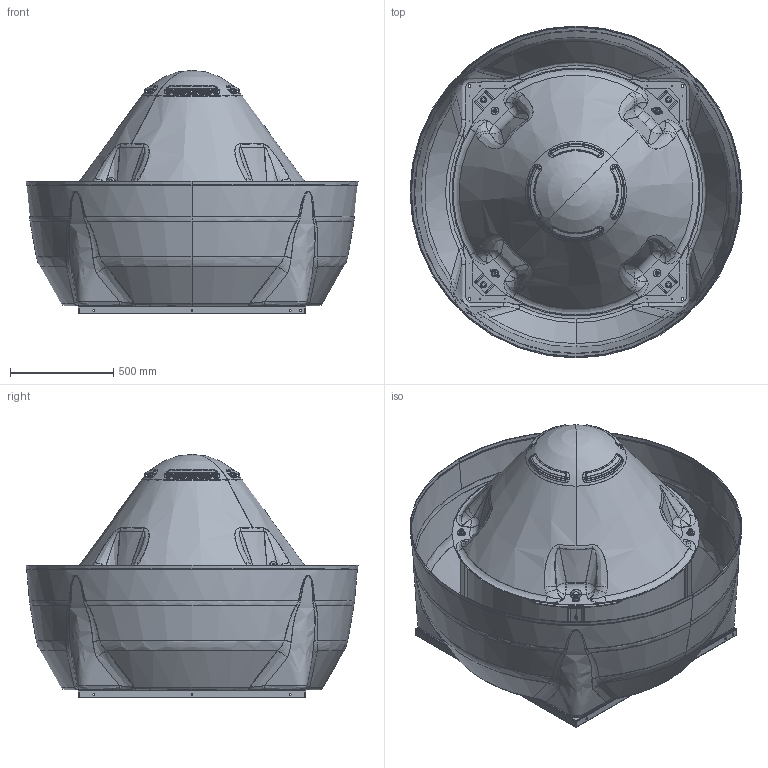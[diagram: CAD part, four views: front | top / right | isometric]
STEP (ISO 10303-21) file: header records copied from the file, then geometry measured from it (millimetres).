
FILE_DESCRIPTION (( 'STEP AP203' ), '1' );
FILE_NAME ('FCP-V 906.STEP', '2022-03-10T07:38:32', ( '' ), ( '' ), 'SwSTEP 2.0', 'SolidWorks 2018', '' );
FILE_SCHEMA (( 'CONFIG_CONTROL_DESIGN' ));
Length unit declared in the file: millimetre
Products named in the file (28): ISO 7093 M6x18 Z_5RO3004.STEP; RETI FC-P_90Plus.STEP; J133-5CO1318-CONV-FCV-P 80-90-d1600.STEP; ISO 4017 TE M6x20 8.8 Z_5VT5112.STEP; ISO 4017 TE M12x50 8.8 Z_5VT5023.STEP; ISO 4161 M6 8 Z FL_5DA2004.STEP; DIN6798A M10 Z-Dent_5RO1990.STEP; DIN6798A M12 Z-Dent_5RO1992.STEP; ISO 4017 TE M10x30 8.8 Z_5VT5124.STEP; ISO 4032 M10 8 Z_5DA2003.STEP; ISO 4032 M12 8 Z_5DA2008.STEP; 5RI1059-RIVETTO-4,8x17,6-ACC-AVIBULB.STEP; FCP-V 906; R743_5RO1008_25x9.STEP; ISO 7093 M8x32 Z_5RO3010.STEP; J247-5BA9003-Base FCP90.STEP; DIN 582 - M12 Z_5GA1000.STEP; ISO 7093 M10x30 Z_5RO3016.STEP; FCP-V 906.STEP; ISO 7093 M12x36 Z_5RO3019.STEP; 5RI1058-Inserto-H-Esag-T-Rid-M8-CHIUSO.STEP; ISO 7093 M6x24 Z_5RO3005.STEP; I897A-5PM2058-Rinf-Portamot-Gr132.STEP; ISO 4017 TE M8x20 8.8 Z_5VT5121.STEP; J132-5CO1319-CAP-FCV-P 80-90-d1200.STEP; DADO CIECO M12 Z_5DA3007.STEP; I896A-5PM2057-Portam-80-90P-Gr132.STEP; J245B-8ST1351-Staffa-FCP90_Default_A macchina_.STEP
Assembly tree (173 placements, depth 3):
  FCP-V 906
    FCP-V 906.STEP
      J247-5BA9003-Base FCP90.STEP
      RETI FC-P_90Plus.STEP
      J245B-8ST1351-Staffa-FCP90_Default_A macchina_.STEP  x4
      I896A-5PM2057-Portam-80-90P-Gr132.STEP
      I897A-5PM2058-Rinf-Portamot-Gr132.STEP
      5RI1058-Inserto-H-Esag-T-Rid-M8-CHIUSO.STEP  x6
      ISO 4017 TE M8x20 8.8 Z_5VT5121.STEP  x6
      ISO 7093 M8x32 Z_5RO3010.STEP  x6
      ISO 4017 TE M10x30 8.8 Z_5VT5124.STEP  x8
      ISO 4032 M10 8 Z_5DA2003.STEP  x8
      DIN6798A M10 Z-Dent_5RO1990.STEP  x8
      ISO 7093 M10x30 Z_5RO3016.STEP  x16
      R743_5RO1008_25x9.STEP  x8
      ISO 4017 TE M6x20 8.8 Z_5VT5112.STEP  x12
      ISO 7093 M6x24 Z_5RO3005.STEP  x12
      ISO 4161 M6 8 Z FL_5DA2004.STEP  x12
      ISO 7093 M6x18 Z_5RO3004.STEP  x12
      5RI1059-RIVETTO-4,8x17,6-ACC-AVIBULB.STEP  x16
      ISO 4017 TE M12x50 8.8 Z_5VT5023.STEP  x4
      ISO 7093 M12x36 Z_5RO3019.STEP  x16
      DIN6798A M12 Z-Dent_5RO1992.STEP  x4
      ISO 4032 M12 8 Z_5DA2008.STEP  x4
      DIN 582 - M12 Z_5GA1000.STEP  x2
      DADO CIECO M12 Z_5DA3007.STEP  x2
      J132-5CO1319-CAP-FCV-P 80-90-d1200.STEP
      J133-5CO1318-CONV-FCV-P 80-90-d1600.STEP
Bounding box: 1605.98 x 1605.98 x 1176.5 mm (x, y, z)
Volume: 28403991.5 mm3; surface area: 19163901.5 mm2
Topology: 172 solids, 172 shells, 4789 faces, 12107 edges, 7722 vertices
Faces by surface type: plane 2166, cylinder 1273, cone 738, bspline 344, torus 224, sphere 44
Entity records: 111184 total; most frequent: CARTESIAN_POINT 67494, ORIENTED_EDGE 7856, DIRECTION 7437, EDGE_CURVE 3928, AXIS2_PLACEMENT_3D 2897, VERTEX_POINT 2451, EDGE_LOOP 1841, LINE 1643
